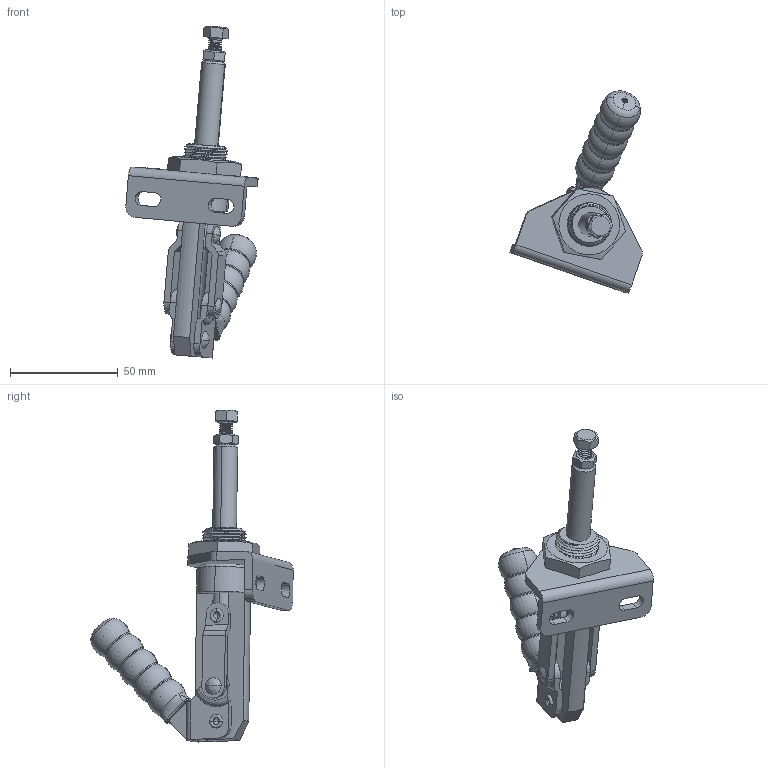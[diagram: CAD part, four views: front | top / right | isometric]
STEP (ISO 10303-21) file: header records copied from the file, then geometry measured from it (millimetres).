
FILE_DESCRIPTION (( 'STEP AP203' ), '1' );
FILE_NAME ('CH-30250.STEP', '2017-11-28T06:44:09', ( 'Windows' ), ( 'Microsoft' ), 'SwSTEP 2.0', 'SolidWorks 2015', '' );
FILE_SCHEMA (( 'CONFIG_CONTROL_DESIGN' ));
Length unit declared in the file: millimetre
Products named in the file (13): CH-12130葫芦手柄套改宽度; M6 Nut; CH-30250-01 BASE; CH-30250-04 CONNECTING-PLATE; CH-30250; CH-30250-03 HANDLE; CH-30250-06; CH-30250-07; CH-30250-08; CH-30250-09; CH-30250-05; M6X20; CH-30250-02 CREST STALK
Assembly tree (14 placements, depth 2):
  CH-30250
    CH-30250-05
    CH-30250-02 CREST STALK
    M6 Nut
    CH-30250-04 CONNECTING-PLATE  x2
    CH-30250-03 HANDLE
    CH-30250-06
    CH-30250-07  x2
    CH-30250-08
    CH-30250-09
    M6X20
    CH-12130葫芦手柄套改宽度
    CH-30250-01 BASE
Bounding box: 61.31 x 93.7 x 153.78 mm (x, y, z)
Volume: 58509.4 mm3; surface area: 38590 mm2
Topology: 15 solids, 15 shells, 754 faces, 2073 edges, 1346 vertices
Faces by surface type: plane 242, bspline 223, cylinder 197, cone 42, torus 36, sphere 14
Entity records: 39003 total; most frequent: CARTESIAN_POINT 21319, ORIENTED_EDGE 3916, DIRECTION 2604, EDGE_CURVE 1958, VERTEX_POINT 1287, LINE 902, VECTOR 902, AXIS2_PLACEMENT_3D 851
